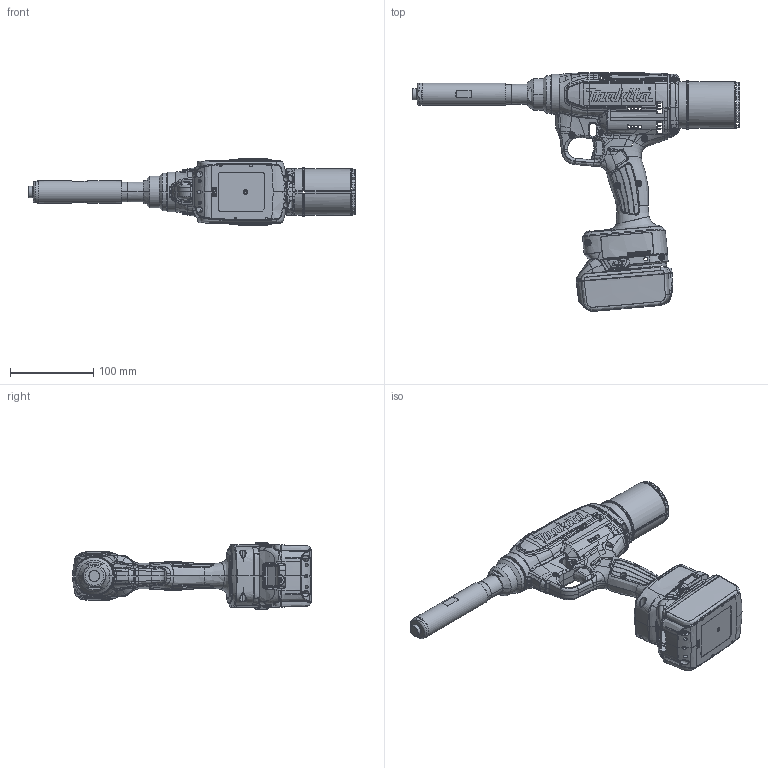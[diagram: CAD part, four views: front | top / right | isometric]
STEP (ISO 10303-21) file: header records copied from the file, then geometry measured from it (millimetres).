
FILE_DESCRIPTION(/* description */ (''),/* implementation_level */ '2;1');
FILE_NAME(/* name */ 'BV4500-118_99BT-12-IRBO_CLR.stp',/* time_stamp */ '2022-11-28T13:30:17-05:00',/* author */ (''),/* organization */ (''),/* preprocessor_version */ 'ST-DEVELOPER v16.7',/* originating_system */ 'SIEMENS PLM Software NX 1946',/* authorisation */ '');
FILE_SCHEMA (('AP203_CONFIGURATION_CONTROLLED_3D_DESIGN_OF_MECHANICAL_PARTS_AND_ASSEMBLIES_MIM_LF { 1 0 10303 403 2 1 2}'));
Length unit declared in the file: millimetre
Products named in the file (2): 99BT-12-IRBO_CLN_stp; BV4500-118_CLR_stp
Assembly tree (1 placements, depth 2):
  BV4500-118_CLR_stp
    99BT-12-IRBO_CLN_stp
Bounding box: 394.36 x 287.06 x 80 mm (x, y, z)
Volume: 62206.3 mm3; surface area: 134566.2 mm2
Topology: 1 solids, 1892 shells, 1966 faces, 10812 edges, 10730 vertices
Faces by surface type: bspline 1282, cylinder 214, plane 184, cone 122, torus 80, sphere 45, extrusion 31, revolution 8
Full cylindrical faces by diameter (mm): 13.564 x1, 16.053 x1, 26.861 x1, 26.924 x1
Entity records: 282208 total; most frequent: CARTESIAN_POINT 203809, ORIENTED_EDGE 10915, EDGE_CURVE 10772, VERTEX_POINT 10718, DIRECTION 6897, B_SPLINE_CURVE_WITH_KNOTS 6613, AXIS2_PLACEMENT_3D 2613, EDGE_LOOP 2059
